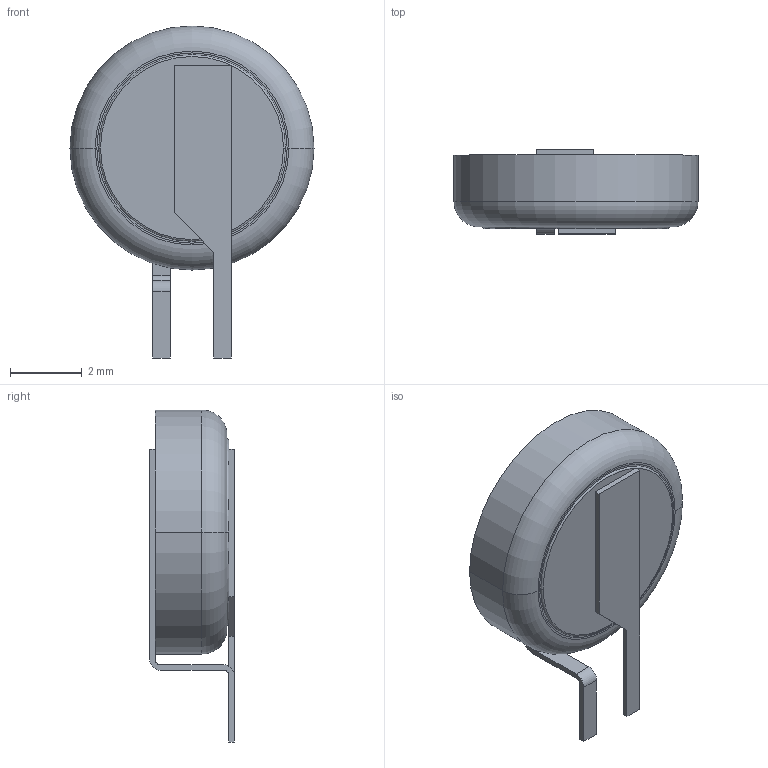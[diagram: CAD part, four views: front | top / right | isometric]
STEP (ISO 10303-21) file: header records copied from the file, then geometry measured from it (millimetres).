
FILE_DESCRIPTION((''),'2;1');
FILE_NAME('BAT_PANASONIC_ML-621S-DN.stp','2014-07-23T13:29:24',(''),(''),'Mechanical Desktop 2011','Mechanical Desktop 2011',', , ');
FILE_SCHEMA(('AUTOMOTIVE_DESIGN { 1 2 10303 214 1 1 1 1 }'));
Length unit declared in the file: millimetre
Products named in the file (1): Product
Bounding box: 6.8 x 2.35 x 9.25 mm (x, y, z)
Volume: 74.4 mm3; surface area: 242.8 mm2
Topology: 5 solids, 5 shells, 54 faces, 124 edges, 82 vertices
Faces by surface type: plane 40, cylinder 10, torus 4
Entity records: 1584 total; most frequent: DIRECTION 264, CARTESIAN_POINT 261, ORIENTED_EDGE 248, EDGE_CURVE 124, VECTOR 94, LINE 94, AXIS2_PLACEMENT_3D 85, VERTEX_POINT 82
